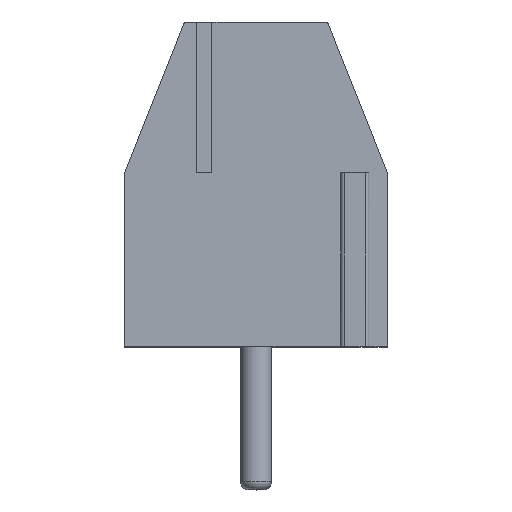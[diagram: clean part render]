
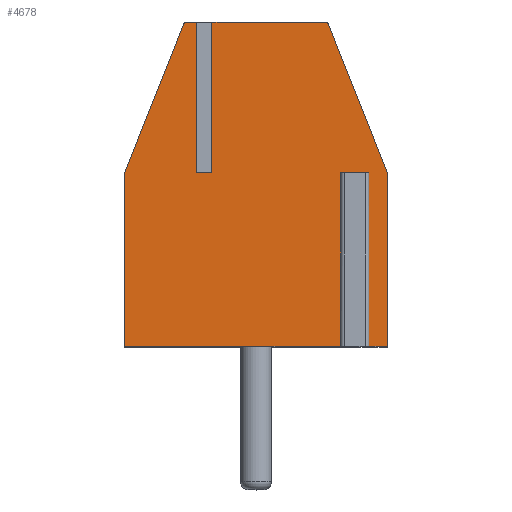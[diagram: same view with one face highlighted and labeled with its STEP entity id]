
A CAD part, top view. The second image highlights one B-rep face of the part: STEP entity #4678.
In plain terms, the highlighted planar face has unit normal (0, 0, 1).
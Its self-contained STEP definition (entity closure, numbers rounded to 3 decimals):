
#606=DIRECTION('',(-1.,0.,0.));
#607=VECTOR('',#606,0.4);
#608=CARTESIAN_POINT('',(2.76,4.5,5.25));
#609=LINE('',#608,#607);
#610=DIRECTION('',(0.,-1.,0.));
#611=VECTOR('',#610,4.5);
#612=CARTESIAN_POINT('',(2.36,4.5,5.25));
#613=LINE('',#612,#611);
#614=DIRECTION('',(-1.,0.,0.));
#615=VECTOR('',#614,5.76);
#616=CARTESIAN_POINT('',(2.36,0.,5.25));
#617=LINE('',#616,#615);
#618=DIRECTION('',(0.,1.,0.));
#619=VECTOR('',#618,4.5);
#620=CARTESIAN_POINT('',(-3.4,0.,5.25));
#621=LINE('',#620,#619);
#622=DIRECTION('',(0.369,0.929,0.));
#623=VECTOR('',#622,4.129);
#624=CARTESIAN_POINT('',(-3.4,4.5,5.25));
#625=LINE('',#624,#623);
#626=CARTESIAN_POINT('',(-1.782,8.3,5.25));
#627=DIRECTION('',(0.,0.,-1.));
#628=DIRECTION('',(-0.929,0.369,0.));
#629=AXIS2_PLACEMENT_3D('',#626,#627,#628);
#631=DIRECTION('',(1.,0.,0.));
#632=VECTOR('',#631,0.242);
#633=CARTESIAN_POINT('',(-1.782,8.4,5.25));
#634=LINE('',#633,#632);
#635=DIRECTION('',(0.,-1.,0.));
#636=VECTOR('',#635,3.9);
#637=CARTESIAN_POINT('',(-1.54,8.4,5.25));
#638=LINE('',#637,#636);
#639=DIRECTION('',(1.,0.,0.));
#640=VECTOR('',#639,0.4);
#641=CARTESIAN_POINT('',(-1.54,4.5,5.25));
#642=LINE('',#641,#640);
#643=DIRECTION('',(0.,1.,0.));
#644=VECTOR('',#643,3.9);
#645=CARTESIAN_POINT('',(-1.14,4.5,5.25));
#646=LINE('',#645,#644);
#647=DIRECTION('',(1.,0.,0.));
#648=VECTOR('',#647,2.922);
#649=CARTESIAN_POINT('',(-1.14,8.4,5.25));
#650=LINE('',#649,#648);
#651=CARTESIAN_POINT('',(1.782,8.3,5.25));
#652=DIRECTION('',(0.,0.,-1.));
#653=DIRECTION('',(0.,1.,0.));
#654=AXIS2_PLACEMENT_3D('',#651,#652,#653);
#656=DIRECTION('',(0.369,-0.929,0.));
#657=VECTOR('',#656,4.129);
#658=CARTESIAN_POINT('',(1.875,8.337,5.25));
#659=LINE('',#658,#657);
#660=DIRECTION('',(0.,-1.,0.));
#661=VECTOR('',#660,4.5);
#662=CARTESIAN_POINT('',(3.4,4.5,5.25));
#663=LINE('',#662,#661);
#664=DIRECTION('',(-1.,0.,0.));
#665=VECTOR('',#664,0.64);
#666=CARTESIAN_POINT('',(3.4,0.,5.25));
#667=LINE('',#666,#665);
#668=DIRECTION('',(0.,1.,0.));
#669=VECTOR('',#668,4.5);
#670=CARTESIAN_POINT('',(2.76,0.,5.25));
#671=LINE('',#670,#669);
#3901=CARTESIAN_POINT('',(-1.54,8.4,5.25));
#3902=CARTESIAN_POINT('',(-1.54,4.5,5.25));
#3903=VERTEX_POINT('',#3901);
#3904=VERTEX_POINT('',#3902);
#3907=CARTESIAN_POINT('',(2.76,4.5,5.25));
#3908=CARTESIAN_POINT('',(2.36,4.5,5.25));
#3909=VERTEX_POINT('',#3907);
#3910=VERTEX_POINT('',#3908);
#3911=CARTESIAN_POINT('',(2.36,0.,5.25));
#3912=VERTEX_POINT('',#3911);
#3913=CARTESIAN_POINT('',(-3.4,0.,5.25));
#3914=VERTEX_POINT('',#3913);
#3915=CARTESIAN_POINT('',(-3.4,4.5,5.25));
#3916=VERTEX_POINT('',#3915);
#3917=CARTESIAN_POINT('',(-1.875,8.337,5.25));
#3918=VERTEX_POINT('',#3917);
#3919=CARTESIAN_POINT('',(-1.782,8.4,5.25));
#3920=VERTEX_POINT('',#3919);
#3921=CARTESIAN_POINT('',(-1.14,4.5,5.25));
#3922=VERTEX_POINT('',#3921);
#3923=CARTESIAN_POINT('',(-1.14,8.4,5.25));
#3924=VERTEX_POINT('',#3923);
#3925=CARTESIAN_POINT('',(1.782,8.4,5.25));
#3926=VERTEX_POINT('',#3925);
#3927=CARTESIAN_POINT('',(1.875,8.337,5.25));
#3928=VERTEX_POINT('',#3927);
#3929=CARTESIAN_POINT('',(3.4,4.5,5.25));
#3930=VERTEX_POINT('',#3929);
#3931=CARTESIAN_POINT('',(3.4,0.,5.25));
#3932=VERTEX_POINT('',#3931);
#3933=CARTESIAN_POINT('',(2.76,0.,5.25));
#3934=VERTEX_POINT('',#3933);
#4648=CARTESIAN_POINT('',(0.,4.2,5.25));
#4649=DIRECTION('',(0.,0.,1.));
#4650=DIRECTION('',(0.,1.,0.));
#4651=AXIS2_PLACEMENT_3D('',#4648,#4649,#4650);
#4652=PLANE('',#4651);
#4654=ORIENTED_EDGE('',*,*,#4653,.T.);
#4656=ORIENTED_EDGE('',*,*,#4655,.T.);
#4657=ORIENTED_EDGE('',*,*,#4195,.T.);
#4659=ORIENTED_EDGE('',*,*,#4658,.T.);
#4660=ORIENTED_EDGE('',*,*,#4302,.T.);
#4661=ORIENTED_EDGE('',*,*,#4329,.T.);
#4662=ORIENTED_EDGE('',*,*,#4356,.T.);
#4663=ORIENTED_EDGE('',*,*,#4590,.T.);
#4664=ORIENTED_EDGE('',*,*,#4509,.T.);
#4665=ORIENTED_EDGE('',*,*,#4642,.T.);
#4666=ORIENTED_EDGE('',*,*,#4344,.T.);
#4668=ORIENTED_EDGE('',*,*,#4667,.T.);
#4670=ORIENTED_EDGE('',*,*,#4669,.T.);
#4672=ORIENTED_EDGE('',*,*,#4671,.T.);
#4673=ORIENTED_EDGE('',*,*,#4207,.T.);
#4675=ORIENTED_EDGE('',*,*,#4674,.T.);
#4676=EDGE_LOOP('',(#4654,#4656,#4657,#4659,#4660,#4661,#4662,#4663,#4664,#4665,
#4666,#4668,#4670,#4672,#4673,#4675));
#4677=FACE_OUTER_BOUND('',#4676,.F.);
#4678=ADVANCED_FACE('',(#4677),#4652,.T.);
#630=CIRCLE('',#629,0.1);
#655=CIRCLE('',#654,0.1);
#4195=EDGE_CURVE('',#3912,#3914,#617,.T.);
#4207=EDGE_CURVE('',#3932,#3934,#667,.T.);
#4302=EDGE_CURVE('',#3916,#3918,#625,.T.);
#4329=EDGE_CURVE('',#3918,#3920,#630,.T.);
#4344=EDGE_CURVE('',#3924,#3926,#650,.T.);
#4356=EDGE_CURVE('',#3920,#3903,#634,.T.);
#4509=EDGE_CURVE('',#3904,#3922,#642,.T.);
#4590=EDGE_CURVE('',#3903,#3904,#638,.T.);
#4642=EDGE_CURVE('',#3922,#3924,#646,.T.);
#4653=EDGE_CURVE('',#3909,#3910,#609,.T.);
#4655=EDGE_CURVE('',#3910,#3912,#613,.T.);
#4658=EDGE_CURVE('',#3914,#3916,#621,.T.);
#4667=EDGE_CURVE('',#3926,#3928,#655,.T.);
#4669=EDGE_CURVE('',#3928,#3930,#659,.T.);
#4671=EDGE_CURVE('',#3930,#3932,#663,.T.);
#4674=EDGE_CURVE('',#3934,#3909,#671,.T.);
